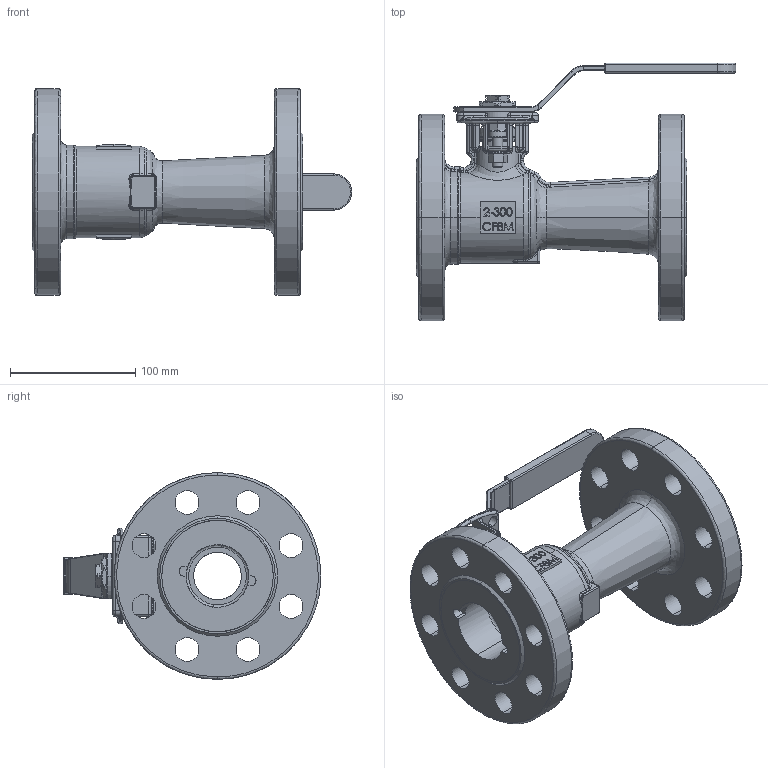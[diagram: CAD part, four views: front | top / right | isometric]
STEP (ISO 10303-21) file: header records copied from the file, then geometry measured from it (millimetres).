
FILE_DESCRIPTION (( 'STEP AP203' ), '1' );
FILE_NAME ('F9R-F3-0200_0.step', '2020-11-02T19:50:24', ( '' ), ( '' ), 'SwSTEP 2.0', 'SolidWorks 2019', '' );
FILE_SCHEMA (( 'CONFIG_CONTROL_DESIGN' ));
Length unit declared in the file: inch
Products named in the file (16): F9R-F3-0200 GLAND BOLT; F9R-F3-0200 BODY; F9R-F3-0200 PACKING; F9R-F3-0200 RETAINER; F9R-F3-0200 GLAND WASHER; F9R-F3-0200 HANDLE COVER; F9R-F3-0200_0; F9R-F3-0200 GLAND NUT; F9R-F3-0200 GLAND; F9R-F3-0200 HANDLE NUT; F9R-F3-0200 STOP PLATE; F9R-F3-0200 BELLEVILLE WASHER; F9R-F3-0200 HANDLE; F9R-F3-0200 STEM; F9R-F3-0200 SPACER; F9R-F3-0200 GLAND FLANGE
Assembly tree (18 placements, depth 2):
  F9R-F3-0200_0
    F9R-F3-0200 PACKING
    F9R-F3-0200 GLAND FLANGE
    F9R-F3-0200 STOP PLATE
    F9R-F3-0200 STEM
    F9R-F3-0200 SPACER
    F9R-F3-0200 GLAND
    F9R-F3-0200 HANDLE
    F9R-F3-0200 BELLEVILLE WASHER
    F9R-F3-0200 HANDLE NUT
    F9R-F3-0200 GLAND BOLT  x2
    F9R-F3-0200 GLAND NUT  x2
    F9R-F3-0200 BODY
    F9R-F3-0200 RETAINER
    F9R-F3-0200 HANDLE COVER
    F9R-F3-0200 GLAND WASHER  x2
Bounding box: 255 x 205.7 x 165 mm (x, y, z)
Volume: 1143326.4 mm3; surface area: 270458.3 mm2
Topology: 21 solids, 21 shells, 1380 faces, 3438 edges, 2058 vertices
Faces by surface type: bspline 530, cylinder 477, plane 293, cone 80
Entity records: 279769 total; most frequent: CARTESIAN_POINT 250070, ORIENTED_EDGE 6522, DIRECTION 4821, EDGE_CURVE 3261, VERTEX_POINT 1982, AXIS2_PLACEMENT_3D 1844, EDGE_LOOP 1431, FACE_OUTER_BOUND 1325
